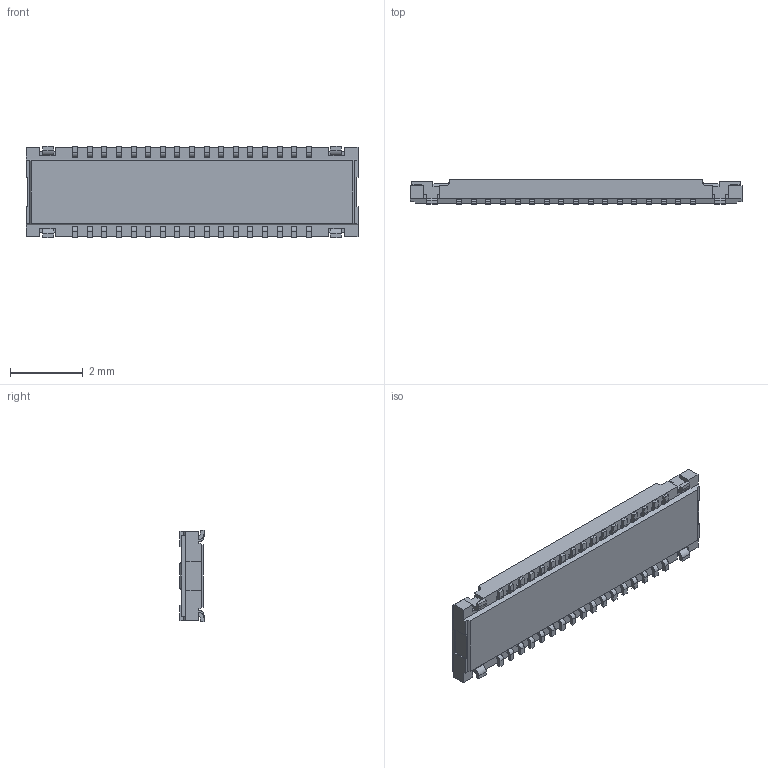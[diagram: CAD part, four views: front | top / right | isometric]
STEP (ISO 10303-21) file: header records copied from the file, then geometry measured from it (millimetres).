
FILE_DESCRIPTION((''),'2;1');
FILE_NAME('5055503420','2018-12-20T',('gga'),(''),'PRO/ENGINEER BY PARAMETRIC TECHNOLOGY CORPORATION, 2016010','PRO/ENGINEER BY PARAMETRIC TECHNOLOGY CORPORATION, 2016010','');
FILE_SCHEMA(('CONFIG_CONTROL_DESIGN'));
Length unit declared in the file: millimetre
Products named in the file (1): 5055503420
Bounding box: 9.1 x 0.66 x 2.5 mm (x, y, z)
Volume: 9.3 mm3; surface area: 89.2 mm2
Topology: 1 solids, 1 shells, 1213 faces, 3672 edges, 2488 vertices
Faces by surface type: plane 919, cylinder 286, cone 4, torus 4
Entity records: 40839 total; most frequent: CARTESIAN_POINT 7266, ORIENTED_EDGE 7040, DIRECTION 6668, EDGE_CURVE 3520, VECTOR 3088, LINE 3088, VERTEX_POINT 2336, AXIS2_PLACEMENT_3D 1790
